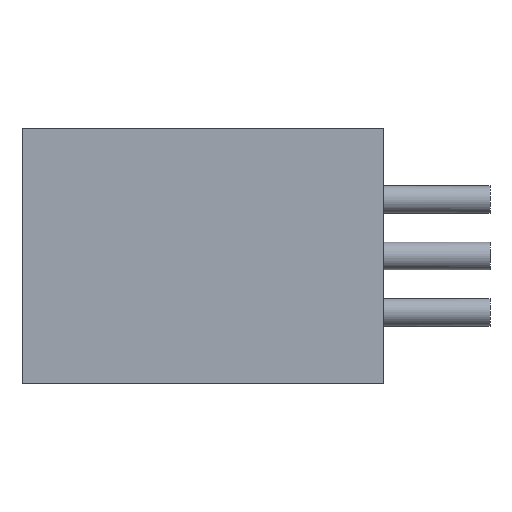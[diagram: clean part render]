
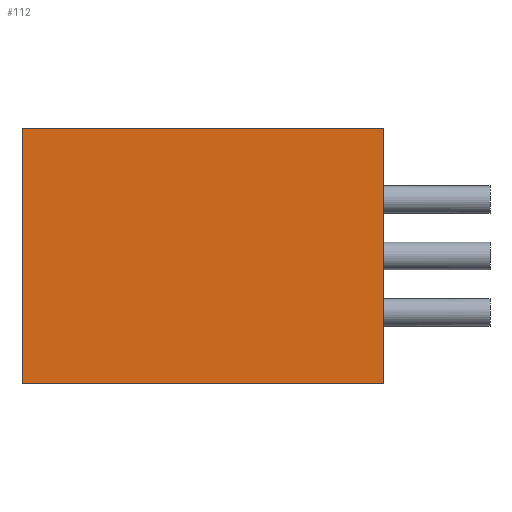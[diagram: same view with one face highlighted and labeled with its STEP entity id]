
A CAD part, front view. The second image highlights one B-rep face of the part: STEP entity #112.
In plain terms, the highlighted planar face has unit normal (0, -1, 0).
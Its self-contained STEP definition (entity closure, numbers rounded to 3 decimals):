
#20 = VECTOR ( 'NONE', #415, 1000. ) ;
#112 = ADVANCED_FACE ( 'NONE', ( #775 ), #3104, .F. ) ;
#202 = CARTESIAN_POINT ( 'NONE',  ( 8.5, 0., 6. ) ) ;
#211 = CARTESIAN_POINT ( 'NONE',  ( -8.5, 0., -6. ) ) ;
#415 = DIRECTION ( 'NONE',  ( 0., 0., -1. ) ) ;
#448 = CARTESIAN_POINT ( 'NONE',  ( -8.5, 0., -6. ) ) ;
#592 = VECTOR ( 'NONE', #686, 1000. ) ;
#686 = DIRECTION ( 'NONE',  ( 0., 0., 1. ) ) ;
#694 = VECTOR ( 'NONE', #2444, 1000. ) ;
#746 = DIRECTION ( 'NONE',  ( 0., 1., 0. ) ) ;
#765 = CARTESIAN_POINT ( 'NONE',  ( 8.5, 0., -6. ) ) ;
#775 = FACE_OUTER_BOUND ( 'NONE', #2947, .T. ) ;
#778 = EDGE_CURVE ( 'NONE', #2956, #1529, #1088, .T. ) ;
#822 = EDGE_CURVE ( 'NONE', #2071, #3071, #2596, .T. ) ;
#886 = ORIENTED_EDGE ( 'NONE', *, *, #822, .F. ) ;
#987 = ORIENTED_EDGE ( 'NONE', *, *, #778, .F. ) ;
#1088 = LINE ( 'NONE', #2288, #592 ) ;
#1473 = VECTOR ( 'NONE', #2924, 1000. ) ;
#1529 = VERTEX_POINT ( 'NONE', #2964 ) ;
#1765 = LINE ( 'NONE', #211, #1473 ) ;
#2017 = ORIENTED_EDGE ( 'NONE', *, *, #2270, .F. ) ;
#2026 = CARTESIAN_POINT ( 'NONE',  ( 8.5, 0., -6. ) ) ;
#2071 = VERTEX_POINT ( 'NONE', #202 ) ;
#2116 = LINE ( 'NONE', #2172, #694 ) ;
#2172 = CARTESIAN_POINT ( 'NONE',  ( -8.5, 0., 6. ) ) ;
#2270 = EDGE_CURVE ( 'NONE', #3071, #2956, #1765, .T. ) ;
#2288 = CARTESIAN_POINT ( 'NONE',  ( -8.5, 0., -6. ) ) ;
#2444 = DIRECTION ( 'NONE',  ( 1., 0., 0. ) ) ;
#2596 = LINE ( 'NONE', #2026, #20 ) ;
#2622 = DIRECTION ( 'NONE',  ( 0., 0., 1. ) ) ;
#2683 = ORIENTED_EDGE ( 'NONE', *, *, #3463, .F. ) ;
#2821 = CARTESIAN_POINT ( 'NONE',  ( 0., 0., 0. ) ) ;
#2924 = DIRECTION ( 'NONE',  ( -1., 0., 0. ) ) ;
#2947 = EDGE_LOOP ( 'NONE', ( #987, #2017, #886, #2683 ) ) ;
#2956 = VERTEX_POINT ( 'NONE', #448 ) ;
#2964 = CARTESIAN_POINT ( 'NONE',  ( -8.5, 0., 6. ) ) ;
#3021 = AXIS2_PLACEMENT_3D ( 'NONE', #2821, #746, #2622 ) ;
#3071 = VERTEX_POINT ( 'NONE', #765 ) ;
#3104 = PLANE ( 'NONE',  #3021 ) ;
#3463 = EDGE_CURVE ( 'NONE', #1529, #2071, #2116, .T. ) ;
